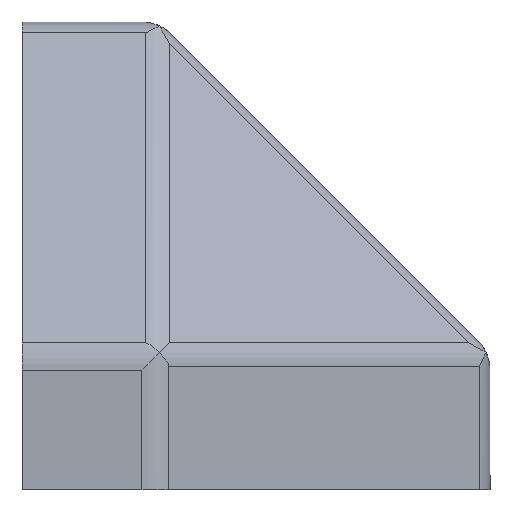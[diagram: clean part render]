
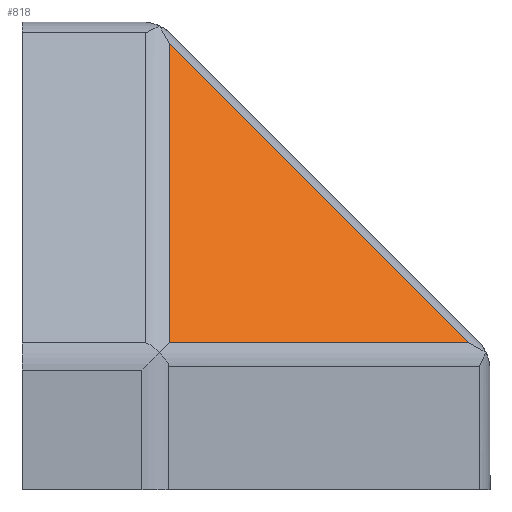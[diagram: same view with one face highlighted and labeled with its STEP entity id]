
A CAD part, front view. The second image highlights one B-rep face of the part: STEP entity #818.
In plain terms, the highlighted planar face has unit normal (0.577, -0.577, 0.577).
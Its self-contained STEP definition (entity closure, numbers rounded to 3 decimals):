
#94 = DIRECTION ( 'NONE',  ( 0., 0.707, 0.707 ) ) ;
#126 = CARTESIAN_POINT ( 'NONE',  ( -7.394, 7.391, 18.176 ) ) ;
#149 = VERTEX_POINT ( 'NONE', #1681 ) ;
#267 = PLANE ( 'NONE',  #1306 ) ;
#298 = VERTEX_POINT ( 'NONE', #126 ) ;
#419 = CARTESIAN_POINT ( 'NONE',  ( -7.394, 7.391, 18.176 ) ) ;
#608 = CARTESIAN_POINT ( 'NONE',  ( -7.394, -18.176, -7.391 ) ) ;
#714 = EDGE_CURVE ( 'NONE', #1630, #298, #1771, .T. ) ;
#785 = LINE ( 'NONE', #419, #1744 ) ;
#818 = ADVANCED_FACE ( 'NONE', ( #1328 ), #267, .F. ) ;
#825 = EDGE_CURVE ( 'NONE', #149, #1630, #1141, .T. ) ;
#934 = VECTOR ( 'NONE', #94, 1000. ) ;
#964 = ORIENTED_EDGE ( 'NONE', *, *, #825, .F. ) ;
#1043 = ORIENTED_EDGE ( 'NONE', *, *, #1530, .F. ) ;
#1080 = ORIENTED_EDGE ( 'NONE', *, *, #714, .F. ) ;
#1141 = LINE ( 'NONE', #1578, #1281 ) ;
#1234 = DIRECTION ( 'NONE',  ( -0.577, 0.577, -0.577 ) ) ;
#1281 = VECTOR ( 'NONE', #2090, 1000. ) ;
#1306 = AXIS2_PLACEMENT_3D ( 'NONE', #1907, #1234, #1911 ) ;
#1328 = FACE_OUTER_BOUND ( 'NONE', #1672, .T. ) ;
#1530 = EDGE_CURVE ( 'NONE', #298, #149, #785, .T. ) ;
#1566 = CARTESIAN_POINT ( 'NONE',  ( -7.394, -5.393, 5.393 ) ) ;
#1578 = CARTESIAN_POINT ( 'NONE',  ( 18.174, 7.389, -7.389 ) ) ;
#1630 = VERTEX_POINT ( 'NONE', #608 ) ;
#1672 = EDGE_LOOP ( 'NONE', ( #964, #1043, #1080 ) ) ;
#1681 = CARTESIAN_POINT ( 'NONE',  ( 18.174, 7.389, -7.389 ) ) ;
#1720 = DIRECTION ( 'NONE',  ( 0.707, 0., -0.707 ) ) ;
#1744 = VECTOR ( 'NONE', #1720, 1000. ) ;
#1771 = LINE ( 'NONE', #1566, #934 ) ;
#1907 = CARTESIAN_POINT ( 'NONE',  ( 1.129, -1.132, 1.132 ) ) ;
#1911 = DIRECTION ( 'NONE',  ( 0., 0.707, 0.707 ) ) ;
#2090 = DIRECTION ( 'NONE',  ( -0.707, -0.707, 0. ) ) ;
